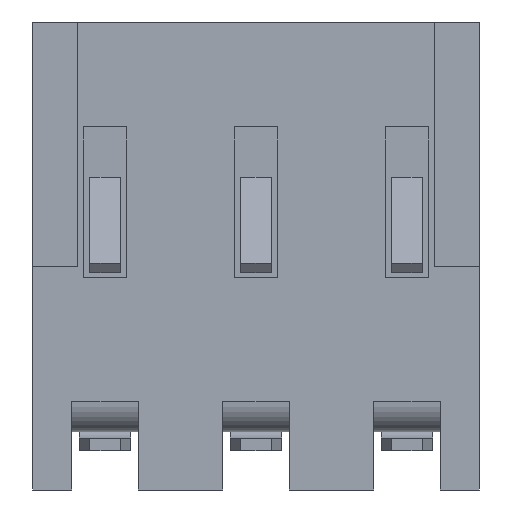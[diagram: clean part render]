
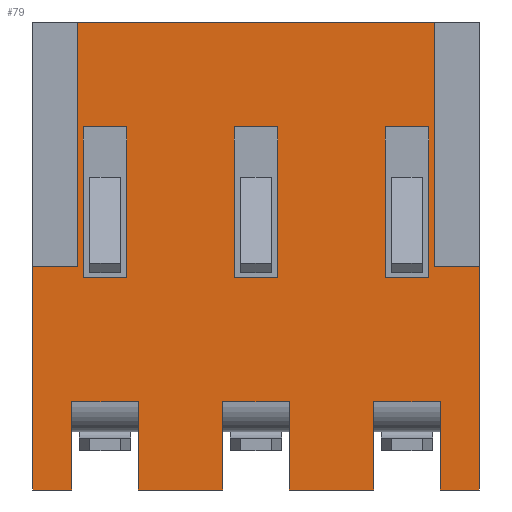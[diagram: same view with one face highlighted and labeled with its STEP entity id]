
A CAD part, front view. The second image highlights one B-rep face of the part: STEP entity #79.
In plain terms, the highlighted planar face has unit normal (0, -1, 0).
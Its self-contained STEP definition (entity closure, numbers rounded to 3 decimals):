
#79=ADVANCED_FACE('',(#282,#283,#284,#285),#286,.T.);
#282=FACE_OUTER_BOUND('',#643,.T.);
#283=FACE_BOUND('',#644,.T.);
#284=FACE_BOUND('',#645,.T.);
#285=FACE_BOUND('',#646,.T.);
#286=PLANE('',#647);
#643=EDGE_LOOP('',(#1134,#1135,#1136,#1137,#1138,#1139,#1140,#1141,#1142,#1143,#1144,#1145,#1146,#1147,#1148,#1149,#1150,#1151,#1152,#1153));
#644=EDGE_LOOP('',(#1154,#1155,#1156,#1157));
#645=EDGE_LOOP('',(#1158,#1159,#1160,#1161));
#646=EDGE_LOOP('',(#1162,#1163,#1164,#1165));
#647=AXIS2_PLACEMENT_3D('',#1166,#1167,#1168);
#1134=ORIENTED_EDGE('',*,*,#2554,.T.);
#1135=ORIENTED_EDGE('',*,*,#2555,.T.);
#1136=ORIENTED_EDGE('',*,*,#2556,.T.);
#1137=ORIENTED_EDGE('',*,*,#2533,.F.);
#1138=ORIENTED_EDGE('',*,*,#2557,.F.);
#1139=ORIENTED_EDGE('',*,*,#2521,.F.);
#1140=ORIENTED_EDGE('',*,*,#2541,.F.);
#1141=ORIENTED_EDGE('',*,*,#2558,.T.);
#1142=ORIENTED_EDGE('',*,*,#2559,.F.);
#1143=ORIENTED_EDGE('',*,*,#2507,.T.);
#1144=ORIENTED_EDGE('',*,*,#2560,.T.);
#1145=ORIENTED_EDGE('',*,*,#2561,.T.);
#1146=ORIENTED_EDGE('',*,*,#2562,.T.);
#1147=ORIENTED_EDGE('',*,*,#2563,.T.);
#1148=ORIENTED_EDGE('',*,*,#2564,.T.);
#1149=ORIENTED_EDGE('',*,*,#2565,.T.);
#1150=ORIENTED_EDGE('',*,*,#2566,.T.);
#1151=ORIENTED_EDGE('',*,*,#2567,.T.);
#1152=ORIENTED_EDGE('',*,*,#2568,.T.);
#1153=ORIENTED_EDGE('',*,*,#2569,.T.);
#1154=ORIENTED_EDGE('',*,*,#2570,.F.);
#1155=ORIENTED_EDGE('',*,*,#2571,.F.);
#1156=ORIENTED_EDGE('',*,*,#2572,.F.);
#1157=ORIENTED_EDGE('',*,*,#2573,.F.);
#1158=ORIENTED_EDGE('',*,*,#2574,.F.);
#1159=ORIENTED_EDGE('',*,*,#2575,.F.);
#1160=ORIENTED_EDGE('',*,*,#2576,.F.);
#1161=ORIENTED_EDGE('',*,*,#2577,.F.);
#1162=ORIENTED_EDGE('',*,*,#2578,.F.);
#1163=ORIENTED_EDGE('',*,*,#2579,.T.);
#1164=ORIENTED_EDGE('',*,*,#2580,.F.);
#1165=ORIENTED_EDGE('',*,*,#2581,.F.);
#1166=CARTESIAN_POINT('',(-3.759,3.099,-1.778));
#1167=DIRECTION('',(0.0,-1.0,0.0));
#1168=DIRECTION('',(0.0,0.0,-1.0));
#2507=EDGE_CURVE('',#3063,#3061,#3064,.T.);
#2521=EDGE_CURVE('',#3087,#3089,#3090,.T.);
#2533=EDGE_CURVE('',#3108,#3110,#3111,.T.);
#2541=EDGE_CURVE('',#3122,#3087,#3124,.T.);
#2554=EDGE_CURVE('',#3149,#3150,#3151,.T.);
#2555=EDGE_CURVE('',#3150,#3152,#3153,.T.);
#2556=EDGE_CURVE('',#3152,#3110,#3154,.T.);
#2557=EDGE_CURVE('',#3089,#3108,#3155,.T.);
#2558=EDGE_CURVE('',#3122,#3156,#3157,.T.);
#2559=EDGE_CURVE('',#3063,#3156,#3158,.T.);
#2560=EDGE_CURVE('',#3061,#3159,#3160,.T.);
#2561=EDGE_CURVE('',#3159,#3161,#3162,.T.);
#2562=EDGE_CURVE('',#3161,#3163,#3164,.T.);
#2563=EDGE_CURVE('',#3163,#3165,#3166,.T.);
#2564=EDGE_CURVE('',#3165,#3167,#3168,.T.);
#2565=EDGE_CURVE('',#3167,#3169,#3170,.T.);
#2566=EDGE_CURVE('',#3169,#3171,#3172,.T.);
#2567=EDGE_CURVE('',#3171,#3173,#3174,.T.);
#2568=EDGE_CURVE('',#3173,#3175,#3176,.T.);
#2569=EDGE_CURVE('',#3175,#3149,#3177,.T.);
#2570=EDGE_CURVE('',#3178,#3179,#3180,.T.);
#2571=EDGE_CURVE('',#3181,#3178,#3182,.T.);
#2572=EDGE_CURVE('',#3183,#3181,#3184,.T.);
#2573=EDGE_CURVE('',#3179,#3183,#3185,.T.);
#2574=EDGE_CURVE('',#3186,#3187,#3188,.T.);
#2575=EDGE_CURVE('',#3189,#3186,#3190,.T.);
#2576=EDGE_CURVE('',#3191,#3189,#3192,.T.);
#2577=EDGE_CURVE('',#3187,#3191,#3193,.T.);
#2578=EDGE_CURVE('',#3194,#3195,#3196,.T.);
#2579=EDGE_CURVE('',#3194,#3197,#3198,.T.);
#2580=EDGE_CURVE('',#3199,#3197,#3200,.T.);
#2581=EDGE_CURVE('',#3195,#3199,#3201,.T.);
#3061=VERTEX_POINT('',#3889);
#3063=VERTEX_POINT('',#3892);
#3064=LINE('',#3893,#3894);
#3087=VERTEX_POINT('',#3927);
#3089=VERTEX_POINT('',#3930);
#3090=LINE('',#3931,#3932);
#3108=VERTEX_POINT('',#3955);
#3110=VERTEX_POINT('',#3958);
#3111=LINE('',#3959,#3960);
#3122=VERTEX_POINT('',#3977);
#3124=LINE('',#3980,#3981);
#3149=VERTEX_POINT('',#4018);
#3150=VERTEX_POINT('',#4019);
#3151=LINE('',#4020,#4021);
#3152=VERTEX_POINT('',#4022);
#3153=LINE('',#4023,#4024);
#3154=LINE('',#4025,#4026);
#3155=LINE('',#4027,#4028);
#3156=VERTEX_POINT('',#4029);
#3157=LINE('',#4030,#4031);
#3158=LINE('',#4032,#4033);
#3159=VERTEX_POINT('',#4034);
#3160=LINE('',#4035,#4036);
#3161=VERTEX_POINT('',#4037);
#3162=LINE('',#4038,#4039);
#3163=VERTEX_POINT('',#4040);
#3164=LINE('',#4041,#4042);
#3165=VERTEX_POINT('',#4043);
#3166=LINE('',#4044,#4045);
#3167=VERTEX_POINT('',#4046);
#3168=LINE('',#4047,#4048);
#3169=VERTEX_POINT('',#4049);
#3170=LINE('',#4050,#4051);
#3171=VERTEX_POINT('',#4052);
#3172=LINE('',#4053,#4054);
#3173=VERTEX_POINT('',#4055);
#3174=LINE('',#4056,#4057);
#3175=VERTEX_POINT('',#4058);
#3176=LINE('',#4059,#4060);
#3177=LINE('',#4061,#4062);
#3178=VERTEX_POINT('',#4063);
#3179=VERTEX_POINT('',#4064);
#3180=LINE('',#4065,#4066);
#3181=VERTEX_POINT('',#4067);
#3182=LINE('',#4068,#4069);
#3183=VERTEX_POINT('',#4070);
#3184=LINE('',#4071,#4072);
#3185=LINE('',#4073,#4074);
#3186=VERTEX_POINT('',#4075);
#3187=VERTEX_POINT('',#4076);
#3188=LINE('',#4077,#4078);
#3189=VERTEX_POINT('',#4079);
#3190=LINE('',#4080,#4081);
#3191=VERTEX_POINT('',#4082);
#3192=LINE('',#4083,#4084);
#3193=LINE('',#4085,#4086);
#3194=VERTEX_POINT('',#4087);
#3195=VERTEX_POINT('',#4088);
#3196=LINE('',#4089,#4090);
#3197=VERTEX_POINT('',#4091);
#3198=LINE('',#4092,#4093);
#3199=VERTEX_POINT('',#4094);
#3200=LINE('',#4095,#4096);
#3201=LINE('',#4097,#4098);
#3889=CARTESIAN_POINT('',(-3.759,3.099,-7.874));
#3892=CARTESIAN_POINT('',(-3.759,3.099,-1.778));
#3893=CARTESIAN_POINT('',(-3.759,3.099,-1.778));
#3894=VECTOR('',#5055,6.096);
#3927=CARTESIAN_POINT('',(2.997,3.099,0.0));
#3930=CARTESIAN_POINT('',(2.997,3.099,-1.778));
#3931=CARTESIAN_POINT('',(2.997,3.099,0.0));
#3932=VECTOR('',#5073,1.778);
#3955=CARTESIAN_POINT('',(3.759,3.099,-1.778));
#3958=CARTESIAN_POINT('',(3.759,3.099,-7.874));
#3959=CARTESIAN_POINT('',(3.759,3.099,-1.778));
#3960=VECTOR('',#5095,6.096);
#3977=CARTESIAN_POINT('',(-2.997,3.099,0.0));
#3980=CARTESIAN_POINT('',(-2.997,3.099,0.0));
#3981=VECTOR('',#5103,5.994);
#4018=CARTESIAN_POINT('',(1.981,3.099,-6.388));
#4019=CARTESIAN_POINT('',(3.099,3.099,-6.388));
#4020=CARTESIAN_POINT('',(1.981,3.099,-6.388));
#4021=VECTOR('',#5116,1.118);
#4022=CARTESIAN_POINT('',(3.099,3.099,-7.874));
#4023=CARTESIAN_POINT('',(3.099,3.099,-6.388));
#4024=VECTOR('',#5117,1.486);
#4025=CARTESIAN_POINT('',(3.099,3.099,-7.874));
#4026=VECTOR('',#5118,0.66);
#4027=CARTESIAN_POINT('',(2.997,3.099,-1.778));
#4028=VECTOR('',#5119,0.762);
#4029=CARTESIAN_POINT('',(-2.997,3.099,-1.778));
#4030=CARTESIAN_POINT('',(-2.997,3.099,0.0));
#4031=VECTOR('',#5120,1.778);
#4032=CARTESIAN_POINT('',(-3.759,3.099,-1.778));
#4033=VECTOR('',#5121,0.762);
#4034=CARTESIAN_POINT('',(-3.099,3.099,-7.874));
#4035=CARTESIAN_POINT('',(-3.759,3.099,-7.874));
#4036=VECTOR('',#5122,0.66);
#4037=CARTESIAN_POINT('',(-3.099,3.099,-6.388));
#4038=CARTESIAN_POINT('',(-3.099,3.099,-7.874));
#4039=VECTOR('',#5123,1.486);
#4040=CARTESIAN_POINT('',(-1.981,3.099,-6.388));
#4041=CARTESIAN_POINT('',(-3.099,3.099,-6.388));
#4042=VECTOR('',#5124,1.118);
#4043=CARTESIAN_POINT('',(-1.981,3.099,-7.874));
#4044=CARTESIAN_POINT('',(-1.981,3.099,-6.388));
#4045=VECTOR('',#5125,1.486);
#4046=CARTESIAN_POINT('',(-0.559,3.099,-7.874));
#4047=CARTESIAN_POINT('',(-1.981,3.099,-7.874));
#4048=VECTOR('',#5126,1.422);
#4049=CARTESIAN_POINT('',(-0.559,3.099,-6.388));
#4050=CARTESIAN_POINT('',(-0.559,3.099,-7.874));
#4051=VECTOR('',#5127,1.486);
#4052=CARTESIAN_POINT('',(0.559,3.099,-6.388));
#4053=CARTESIAN_POINT('',(-0.559,3.099,-6.388));
#4054=VECTOR('',#5128,1.118);
#4055=CARTESIAN_POINT('',(0.559,3.099,-7.874));
#4056=CARTESIAN_POINT('',(0.559,3.099,-6.388));
#4057=VECTOR('',#5129,1.486);
#4058=CARTESIAN_POINT('',(1.981,3.099,-7.874));
#4059=CARTESIAN_POINT('',(0.559,3.099,-7.874));
#4060=VECTOR('',#5130,1.422);
#4061=CARTESIAN_POINT('',(1.981,3.099,-7.874));
#4062=VECTOR('',#5131,1.486);
#4063=CARTESIAN_POINT('',(0.368,3.099,-1.765));
#4064=CARTESIAN_POINT('',(-0.368,3.099,-1.765));
#4065=CARTESIAN_POINT('',(0.368,3.099,-1.765));
#4066=VECTOR('',#5132,0.737);
#4067=CARTESIAN_POINT('',(0.368,3.099,-4.305));
#4068=CARTESIAN_POINT('',(0.368,3.099,-4.305));
#4069=VECTOR('',#5133,2.54);
#4070=CARTESIAN_POINT('',(-0.368,3.099,-4.305));
#4071=CARTESIAN_POINT('',(-0.368,3.099,-4.305));
#4072=VECTOR('',#5134,0.737);
#4073=CARTESIAN_POINT('',(-0.368,3.099,-1.765));
#4074=VECTOR('',#5135,2.54);
#4075=CARTESIAN_POINT('',(2.908,3.099,-1.765));
#4076=CARTESIAN_POINT('',(2.172,3.099,-1.765));
#4077=CARTESIAN_POINT('',(2.908,3.099,-1.765));
#4078=VECTOR('',#5136,0.737);
#4079=CARTESIAN_POINT('',(2.908,3.099,-4.305));
#4080=CARTESIAN_POINT('',(2.908,3.099,-4.305));
#4081=VECTOR('',#5137,2.54);
#4082=CARTESIAN_POINT('',(2.172,3.099,-4.305));
#4083=CARTESIAN_POINT('',(2.172,3.099,-4.305));
#4084=VECTOR('',#5138,0.737);
#4085=CARTESIAN_POINT('',(2.172,3.099,-1.765));
#4086=VECTOR('',#5139,2.54);
#4087=CARTESIAN_POINT('',(-2.172,3.099,-1.765));
#4088=CARTESIAN_POINT('',(-2.908,3.099,-1.765));
#4089=CARTESIAN_POINT('',(-2.172,3.099,-1.765));
#4090=VECTOR('',#5140,0.737);
#4091=CARTESIAN_POINT('',(-2.172,3.099,-4.305));
#4092=CARTESIAN_POINT('',(-2.172,3.099,-1.765));
#4093=VECTOR('',#5141,2.54);
#4094=CARTESIAN_POINT('',(-2.908,3.099,-4.305));
#4095=CARTESIAN_POINT('',(-2.908,3.099,-4.305));
#4096=VECTOR('',#5142,0.737);
#4097=CARTESIAN_POINT('',(-2.908,3.099,-1.765));
#4098=VECTOR('',#5143,2.54);
#5055=DIRECTION('',(0.0,0.0,-1.0));
#5073=DIRECTION('',(0.0,0.0,-1.0));
#5095=DIRECTION('',(0.0,0.0,-1.0));
#5103=DIRECTION('',(1.0,0.0,0.0));
#5116=DIRECTION('',(1.0,0.0,0.0));
#5117=DIRECTION('',(0.0,0.0,-1.0));
#5118=DIRECTION('',(1.0,0.0,0.0));
#5119=DIRECTION('',(1.0,0.0,0.0));
#5120=DIRECTION('',(0.0,0.0,-1.0));
#5121=DIRECTION('',(1.0,0.0,0.0));
#5122=DIRECTION('',(1.0,0.0,0.0));
#5123=DIRECTION('',(0.0,0.0,1.0));
#5124=DIRECTION('',(1.0,0.0,0.0));
#5125=DIRECTION('',(0.0,0.0,-1.0));
#5126=DIRECTION('',(1.0,0.0,0.0));
#5127=DIRECTION('',(0.0,0.0,1.0));
#5128=DIRECTION('',(1.0,0.0,0.0));
#5129=DIRECTION('',(0.0,0.0,-1.0));
#5130=DIRECTION('',(1.0,0.0,0.0));
#5131=DIRECTION('',(0.0,0.0,1.0));
#5132=DIRECTION('',(-1.0,0.0,0.0));
#5133=DIRECTION('',(0.0,0.0,1.0));
#5134=DIRECTION('',(1.0,0.0,0.0));
#5135=DIRECTION('',(0.0,0.0,-1.0));
#5136=DIRECTION('',(-1.0,0.0,0.0));
#5137=DIRECTION('',(0.0,0.0,1.0));
#5138=DIRECTION('',(1.0,0.0,0.0));
#5139=DIRECTION('',(0.0,0.0,-1.0));
#5140=DIRECTION('',(-1.0,0.0,0.0));
#5141=DIRECTION('',(0.0,0.0,-1.0));
#5142=DIRECTION('',(1.0,0.0,0.0));
#5143=DIRECTION('',(0.0,0.0,-1.0));
